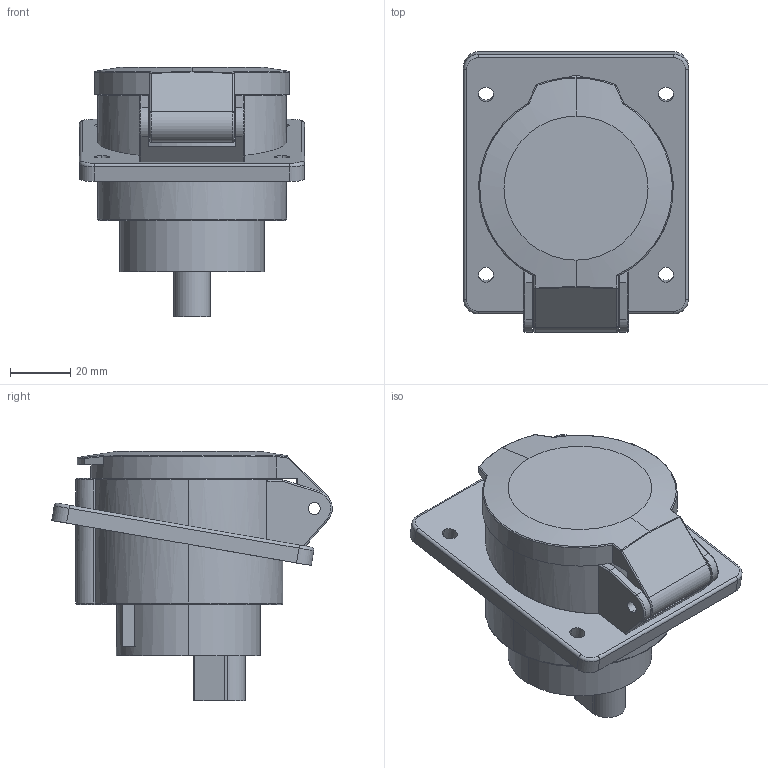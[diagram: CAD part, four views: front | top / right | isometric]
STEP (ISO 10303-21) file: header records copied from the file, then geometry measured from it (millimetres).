
FILE_DESCRIPTION (( 'STEP AP214' ), '1' );
FILE_NAME ('Ñáîðêà 414-16.STEP', '2018-09-04T07:20:42', ( '' ), ( '' ), 'SwSTEP 2.0', 'SolidWorks 2017', '' );
FILE_SCHEMA (( 'AUTOMOTIVE_DESIGN' ));
Length unit declared in the file: millimetre
Products named in the file (3): 扻豵鵨 414; 栖闉罻 414-16; Êðûøêà 415, 414, 413
Assembly tree (2 placements, depth 2):
  栖闉罻 414-16
    扻豵鵨 414
    Êðûøêà 415, 414, 413
Bounding box: 75 x 93.49 x 83 mm (x, y, z)
Volume: 281700.2 mm3; surface area: 108051.8 mm2
Topology: 7 solids, 7 shells, 550 faces, 1387 edges, 876 vertices
Faces by surface type: plane 255, cylinder 193, torus 73, cone 22, bspline 5, sphere 2
Entity records: 20822 total; most frequent: CARTESIAN_POINT 3240, DIRECTION 2962, ORIENTED_EDGE 2770, EDGE_CURVE 1385, AXIS2_PLACEMENT_3D 1094, VERTEX_POINT 876, LINE 774, VECTOR 774
